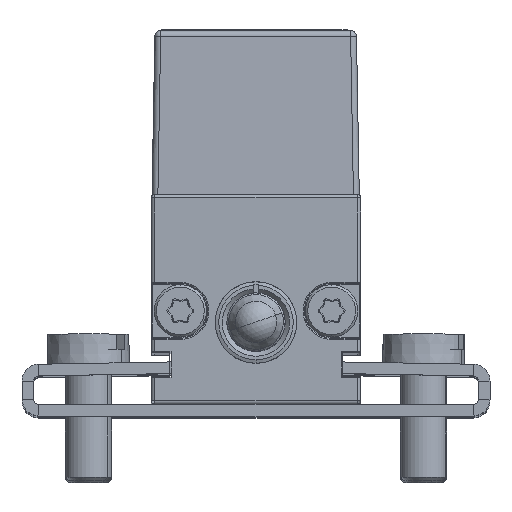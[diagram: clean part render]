
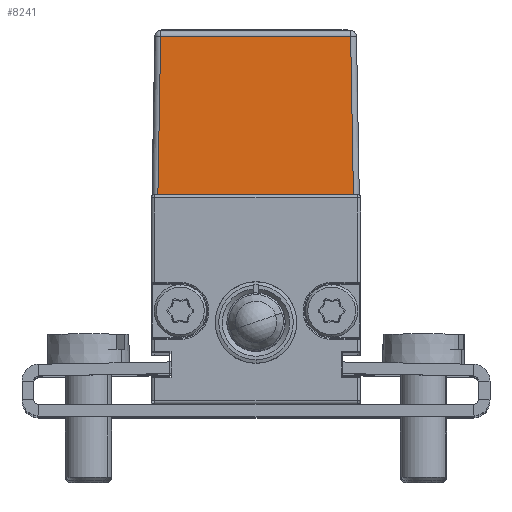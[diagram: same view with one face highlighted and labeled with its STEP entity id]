
A CAD part, top view. The second image highlights one B-rep face of the part: STEP entity #8241.
In plain terms, the highlighted planar face has unit normal (0, 0.018, 1).
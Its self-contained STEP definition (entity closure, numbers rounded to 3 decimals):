
#2798 = VECTOR ( 'NONE', #5513, 1000. ) ;
#2831 = VECTOR ( 'NONE', #5395, 1000. ) ;
#2856 = VECTOR ( 'NONE', #5204, 1000. ) ;
#5065 = CARTESIAN_POINT ( 'NONE',  ( -8.929, 18., 129.184 ) ) ;
#5066 = LINE ( 'NONE', #5065, #33615 ) ;
#5074 = DIRECTION ( 'NONE',  ( 1., 0., 0. ) ) ;
#5197 = CARTESIAN_POINT ( 'NONE',  ( -8.426, 17.991, 129.184 ) ) ;
#5200 = LINE ( 'NONE', #5197, #2856 ) ;
#5204 = DIRECTION ( 'NONE',  ( -0.017, -1., 0.017 ) ) ;
#5393 = LINE ( 'NONE', #5394, #2831 ) ;
#5394 = CARTESIAN_POINT ( 'NONE',  ( -8.929, 31.583, 128.947 ) ) ;
#5395 = DIRECTION ( 'NONE',  ( -1., 0., 0. ) ) ;
#5504 = LINE ( 'NONE', #5505, #2798 ) ;
#5505 = CARTESIAN_POINT ( 'NONE',  ( 8.36, 18.302, 129.179 ) ) ;
#5513 = DIRECTION ( 'NONE',  ( -0.017, 1., -0.017 ) ) ;
#7920 = ORIENTED_EDGE ( 'NONE', *, *, #8097, .T. ) ;
#7921 = ORIENTED_EDGE ( 'NONE', *, *, #8068, .T. ) ;
#7922 = ORIENTED_EDGE ( 'NONE', *, *, #8013, .T. ) ;
#7923 = ORIENTED_EDGE ( 'NONE', *, *, #7970, .T. ) ;
#7970 = EDGE_CURVE ( 'NONE', #33284, #33287, #5066, .T. ) ;
#8013 = EDGE_CURVE ( 'NONE', #33285, #33284, #5200, .T. ) ;
#8068 = EDGE_CURVE ( 'NONE', #33280, #33285, #5393, .T. ) ;
#8097 = EDGE_CURVE ( 'NONE', #33287, #33280, #5504, .T. ) ;
#8241 = ADVANCED_FACE ( 'NONE', ( #10459 ), #10460, .T. ) ;
#10459 = FACE_OUTER_BOUND ( 'NONE', #30383, .T. ) ;
#10460 = PLANE ( 'NONE',  #34512 ) ;
#10470 = CARTESIAN_POINT ( 'NONE',  ( -8.929, 18., 129.184 ) ) ;
#10471 = DIRECTION ( 'NONE',  ( 0., 0.017, 1. ) ) ;
#10472 = DIRECTION ( 'NONE',  ( 0., -1., 0.017 ) ) ;
#30383 = EDGE_LOOP ( 'NONE', ( #7920, #7921, #7922, #7923 ) ) ;
#32922 = CARTESIAN_POINT ( 'NONE',  ( 8.129, 31.583, 128.947 ) ) ;
#32926 = CARTESIAN_POINT ( 'NONE',  ( -8.426, 18., 129.184 ) ) ;
#32927 = CARTESIAN_POINT ( 'NONE',  ( -8.189, 31.583, 128.947 ) ) ;
#32929 = CARTESIAN_POINT ( 'NONE',  ( 8.366, 18., 129.184 ) ) ;
#33280 = VERTEX_POINT ( 'NONE', #32922 ) ;
#33284 = VERTEX_POINT ( 'NONE', #32926 ) ;
#33285 = VERTEX_POINT ( 'NONE', #32927 ) ;
#33287 = VERTEX_POINT ( 'NONE', #32929 ) ;
#33615 = VECTOR ( 'NONE', #5074, 1000. ) ;
#34512 = AXIS2_PLACEMENT_3D ( 'NONE', #10470, #10471, #10472 ) ;
